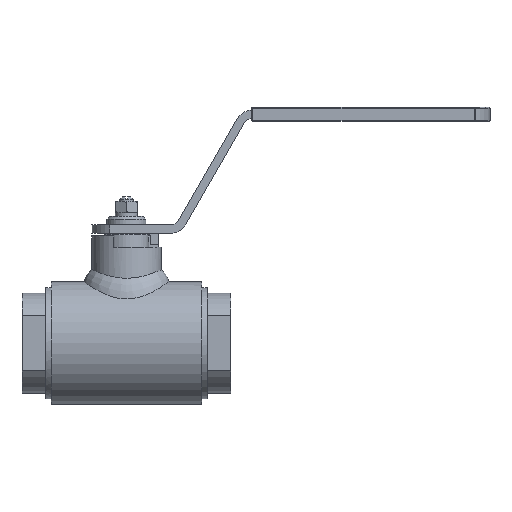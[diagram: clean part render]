
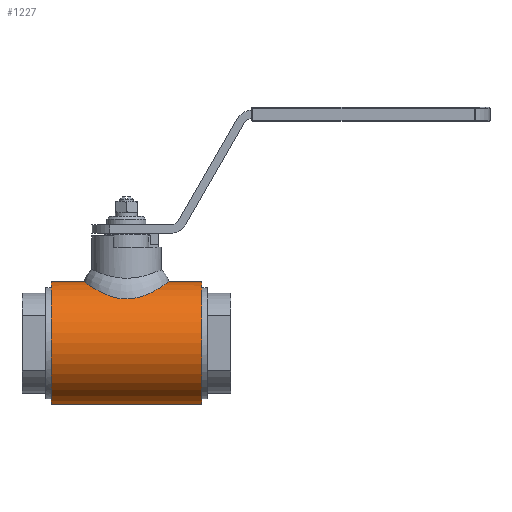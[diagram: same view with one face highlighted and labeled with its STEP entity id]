
A CAD part, front view. The second image highlights one B-rep face of the part: STEP entity #1227.
In plain terms, the highlighted cylindrical face has radius 22 mm (diameter 44 mm), a full revolution.
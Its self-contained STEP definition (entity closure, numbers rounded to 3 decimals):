
#931=CARTESIAN_POINT('',(0.,-5.738,-21.238));
#932=VERTEX_POINT('',#931);
#933=CARTESIAN_POINT('',(0.,-5.738,-21.238));
#934=CARTESIAN_POINT('',(0.761,-5.738,-21.238));
#935=CARTESIAN_POINT('',(1.579,-5.612,-21.274));
#936=CARTESIAN_POINT('',(3.113,-5.084,-21.406));
#937=CARTESIAN_POINT('',(3.829,-4.682,-21.502));
#938=CARTESIAN_POINT('',(5.015,-3.71,-21.691));
#939=CARTESIAN_POINT('',(5.562,-3.065,-21.798));
#940=CARTESIAN_POINT('',(6.305,-1.602,-21.954));
#941=CARTESIAN_POINT('',(6.5,-0.784,-22.));
#942=CARTESIAN_POINT('',(6.5,0.784,-22.));
#943=CARTESIAN_POINT('',(6.305,1.602,-21.954));
#944=CARTESIAN_POINT('',(5.562,3.065,-21.798));
#945=CARTESIAN_POINT('',(5.015,3.71,-21.691));
#946=CARTESIAN_POINT('',(3.829,4.682,-21.502));
#947=CARTESIAN_POINT('',(3.113,5.084,-21.406));
#948=CARTESIAN_POINT('',(1.579,5.612,-21.274));
#949=CARTESIAN_POINT('',(0.761,5.738,-21.238));
#950=CARTESIAN_POINT('',(-0.761,5.738,-21.238));
#951=CARTESIAN_POINT('',(-1.579,5.612,-21.274));
#952=CARTESIAN_POINT('',(-3.113,5.084,-21.406));
#953=CARTESIAN_POINT('',(-3.829,4.682,-21.502));
#954=CARTESIAN_POINT('',(-5.015,3.71,-21.691));
#955=CARTESIAN_POINT('',(-5.562,3.065,-21.798));
#956=CARTESIAN_POINT('',(-6.305,1.602,-21.954));
#957=CARTESIAN_POINT('',(-6.5,0.784,-22.));
#958=CARTESIAN_POINT('',(-6.5,-0.81,-22.));
#959=CARTESIAN_POINT('',(-6.292,-1.651,-21.951));
#960=CARTESIAN_POINT('',(-5.507,-3.147,-21.787));
#961=CARTESIAN_POINT('',(-4.93,-3.802,-21.675));
#962=CARTESIAN_POINT('',(-3.721,-4.746,-21.487));
#963=CARTESIAN_POINT('',(-3.021,-5.124,-21.396));
#964=CARTESIAN_POINT('',(-1.529,-5.62,-21.272));
#965=CARTESIAN_POINT('',(-0.736,-5.738,-21.238));
#966=CARTESIAN_POINT('',(0.,-5.738,-21.238));
#967=B_SPLINE_CURVE_WITH_KNOTS('',3,(#933,#934,#935,#936,#937,#938,#939,#940,#941,#942,#943,#944,#945,#946,#947,#948,#949,#950,#951,#952,#953,#954,#955,#956,#957,#958,#959,#960,#961,#962,#963,#964,#965,#966),.UNSPECIFIED.,.T.,.U.,(4,2,2,2,2,2,2,2,2,2,2,2,2,2,2,2,4),(0.0,0.228,0.456,0.692,0.927,1.162,1.398,1.626,1.854,2.082,2.31,2.546,2.781,3.024,3.267,3.488,3.708),.UNSPECIFIED.);
#968=EDGE_CURVE('',#932,#932,#967,.T.);
#1154=CARTESIAN_POINT('',(-27.,-22.,0.));
#1155=VERTEX_POINT('',#1154);
#1156=CARTESIAN_POINT('',(-27.0,0.,0.0));
#1157=DIRECTION('',(1.0,0.0,0.0));
#1158=DIRECTION('',(0.0,1.0,0.0));
#1159=AXIS2_PLACEMENT_3D('',#1156,#1157,#1158);
#1160=CIRCLE('',#1159,22.);
#1161=EDGE_CURVE('',#1155,#1155,#1160,.T.);
#1186=CARTESIAN_POINT('',(27.,-22.,0.));
#1187=VERTEX_POINT('',#1186);
#1188=CARTESIAN_POINT('',(27.,0.,0.0));
#1189=DIRECTION('',(-1.0,0.0,0.0));
#1190=DIRECTION('',(0.0,1.0,0.0));
#1191=AXIS2_PLACEMENT_3D('',#1188,#1189,#1190);
#1192=CIRCLE('',#1191,22.);
#1193=EDGE_CURVE('',#1187,#1187,#1192,.T.);
#1213=CARTESIAN_POINT('',(0.0,0.,0.0));
#1214=DIRECTION('',(1.0,0.,0.0));
#1215=DIRECTION('',(0.0,1.0,0.0));
#1216=AXIS2_PLACEMENT_3D('',#1213,#1214,#1215);
#1217=CYLINDRICAL_SURFACE('',#1216,22.);
#1218=ORIENTED_EDGE('',*,*,#1161,.T.);
#1219=EDGE_LOOP('',(#1218));
#1220=FACE_OUTER_BOUND('',#1219,.T.);
#1221=ORIENTED_EDGE('',*,*,#968,.T.);
#1222=EDGE_LOOP('',(#1221));
#1223=FACE_BOUND('',#1222,.T.);
#1224=ORIENTED_EDGE('',*,*,#1193,.T.);
#1225=EDGE_LOOP('',(#1224));
#1226=FACE_BOUND('',#1225,.T.);
#1227=ADVANCED_FACE('',(#1220,#1223,#1226),#1217,.T.);
